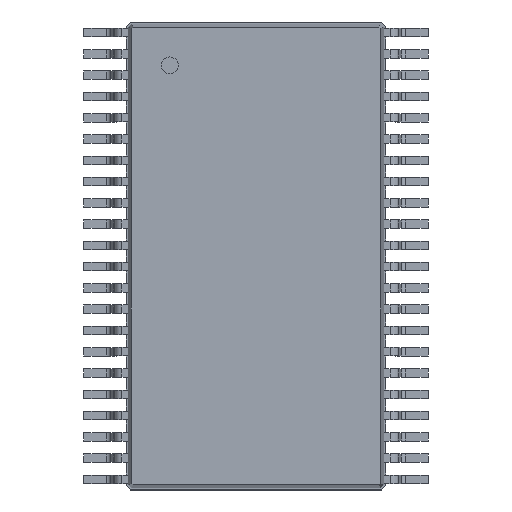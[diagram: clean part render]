
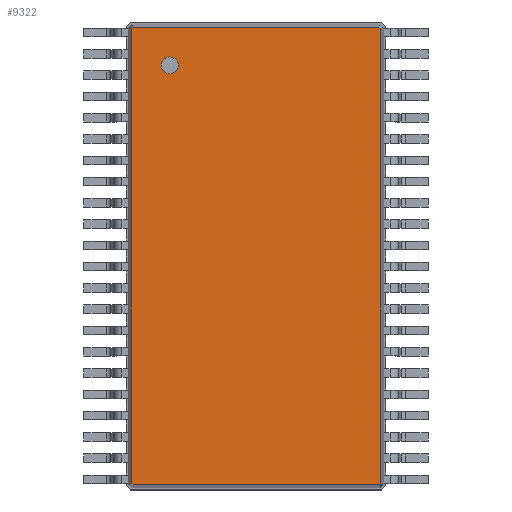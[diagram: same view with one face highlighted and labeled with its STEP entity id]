
A CAD part, top view. The second image highlights one B-rep face of the part: STEP entity #9322.
In plain terms, the highlighted planar face has unit normal (0, 0, 1).
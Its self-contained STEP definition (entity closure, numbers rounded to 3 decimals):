
#13=DIRECTION('',(0.,0.,1.));
#27=VECTOR('',#28,1.);
#28=DIRECTION('',(1.,0.,0.));
#51=VECTOR('',#52,1.);
#52=DIRECTION('',(0.707,-0.707,0.));
#58=VECTOR('',#59,1.);
#59=DIRECTION('',(0.,-1.,0.));
#65=VECTOR('',#66,1.);
#66=DIRECTION('',(-0.707,-0.707,0.));
#72=VECTOR('',#73,1.);
#73=DIRECTION('',(-1.,0.,0.));
#79=VECTOR('',#80,1.);
#80=DIRECTION('',(-0.707,0.707,0.));
#86=VECTOR('',#87,1.);
#87=DIRECTION('',(0.,1.,0.));
#91=VECTOR('',#92,1.);
#92=DIRECTION('',(0.707,0.707,0.));
#2629=VERTEX_POINT('',#2630);
#2630=CARTESIAN_POINT('',(-2.929,5.339,1.2));
#2632=ORIENTED_EDGE('',*,*,#2633,.F.);
#2633=EDGE_CURVE('',#2634,#2629,#2636,.T.);
#2634=VERTEX_POINT('',#2635);
#2635=CARTESIAN_POINT('',(-2.929,-5.339,1.2));
#2636=LINE('',#2635,#86);
#2647=VERTEX_POINT('',#2648);
#2648=CARTESIAN_POINT('',(-2.889,5.379,1.2));
#2650=ORIENTED_EDGE('',*,*,#2651,.F.);
#2651=EDGE_CURVE('',#2629,#2647,#2652,.T.);
#2652=LINE('',#2630,#91);
#2661=VERTEX_POINT('',#2662);
#2662=CARTESIAN_POINT('',(2.889,5.379,1.2));
#2664=ORIENTED_EDGE('',*,*,#2665,.F.);
#2665=EDGE_CURVE('',#2647,#2661,#2666,.T.);
#2666=LINE('',#2648,#27);
#2675=VERTEX_POINT('',#2676);
#2676=CARTESIAN_POINT('',(2.929,5.339,1.2));
#2678=ORIENTED_EDGE('',*,*,#2679,.F.);
#2679=EDGE_CURVE('',#2661,#2675,#2680,.T.);
#2680=LINE('',#2662,#51);
#2865=VERTEX_POINT('',#2866);
#2866=CARTESIAN_POINT('',(2.929,-5.339,1.2));
#2868=ORIENTED_EDGE('',*,*,#2869,.F.);
#2869=EDGE_CURVE('',#2675,#2865,#2870,.T.);
#2870=LINE('',#2676,#58);
#9322=ADVANCED_FACE('',(#9323,#9338),#9348,.T.);
#9323=FACE_BOUND('',#9324,.T.);
#9324=EDGE_LOOP('',(#2664,#2650,#2632,#9325,#9330,#9335,#2868,#2678));
#9325=ORIENTED_EDGE('',*,*,#9326,.F.);
#9326=EDGE_CURVE('',#9327,#2634,#9329,.T.);
#9327=VERTEX_POINT('',#9328);
#9328=CARTESIAN_POINT('',(-2.889,-5.379,1.2));
#9329=LINE('',#9328,#79);
#9330=ORIENTED_EDGE('',*,*,#9331,.F.);
#9331=EDGE_CURVE('',#9332,#9327,#9334,.T.);
#9332=VERTEX_POINT('',#9333);
#9333=CARTESIAN_POINT('',(2.889,-5.379,1.2));
#9334=LINE('',#9333,#72);
#9335=ORIENTED_EDGE('',*,*,#9336,.F.);
#9336=EDGE_CURVE('',#2865,#9332,#9337,.T.);
#9337=LINE('',#2866,#65);
#9338=FACE_BOUND('',#9339,.T.);
#9339=EDGE_LOOP('',(#9340));
#9340=ORIENTED_EDGE('',*,*,#9341,.T.);
#9341=EDGE_CURVE('',#9342,#9342,#9344,.T.);
#9342=VERTEX_POINT('',#9343);
#9343=CARTESIAN_POINT('',(-2.029,4.279,1.2));
#9344=CIRCLE('',#9345,0.2);
#9345=AXIS2_PLACEMENT_3D('',#9346,#9347,#59);
#9346=CARTESIAN_POINT('',(-2.029,4.479,1.2));
#9347=DIRECTION('',(0.,-0.,-1.));
#9348=PLANE('',#9349);
#9349=AXIS2_PLACEMENT_3D('',#2648,#13,#9350);
#9350=DIRECTION('',(0.473,-0.881,0.));
